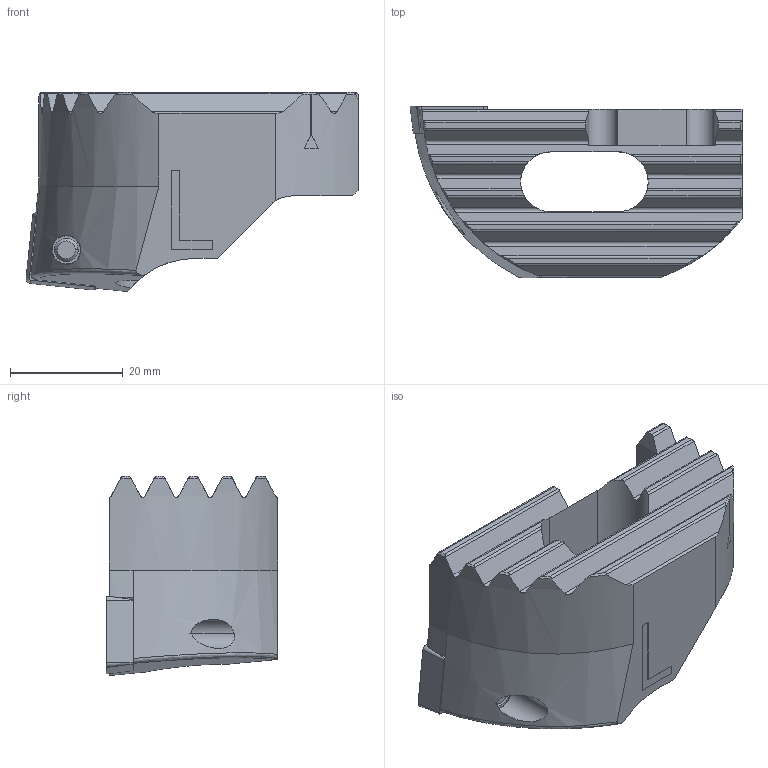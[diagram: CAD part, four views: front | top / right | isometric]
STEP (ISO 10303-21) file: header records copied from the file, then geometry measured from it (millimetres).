
FILE_DESCRIPTION(('no description'),'unknown implementation level');
FILE_NAME('E13367E8-BDF1-404D-BF13-24755CDB1169_export.stp',' ',('CIMSOURCE GmbH'),('CADClick - KiM GmbH - www.kimweb.de'),'unknown preprocess','ACIS','unknown authorization');
FILE_SCHEMA(('automotive_design'));
Length unit declared in the file: millimetre
Products named in the file (3): 639.162 Kaiser 68-90 SW68 SC12 L|639.162 Kaiser 68-90 SW68 SC12 L;RSS-Marke; 639.162 Kaiser 68-90 SW68 SC12 L|694.150 Kaiser ETL M5 X 13,3 T20 IP 10S;Kreismuster1; 639.162 Kaiser 68-90 SW68 SC12 L|654.350 Kaiser SCMT 120408 P20C;Kombinieren1
Bounding box: 59 x 30.46 x 35.39 mm (x, y, z)
Volume: 27380 mm3; surface area: 9988.9 mm2
Topology: 3 solids, 3 shells, 193 faces, 523 edges, 339 vertices
Faces by surface type: plane 88, cylinder 71, cone 23, torus 8, bspline 3
Entity records: 13323 total; most frequent: CARTESIAN_POINT 2483, STYLED_ITEM 1058, PRESENTATION_STYLE_ASSIGNMENT 1058, COLOUR_RGB 1058, DIRECTION 1048, ORIENTED_EDGE 1046, EDGE_CURVE 523, CURVE_STYLE 523
